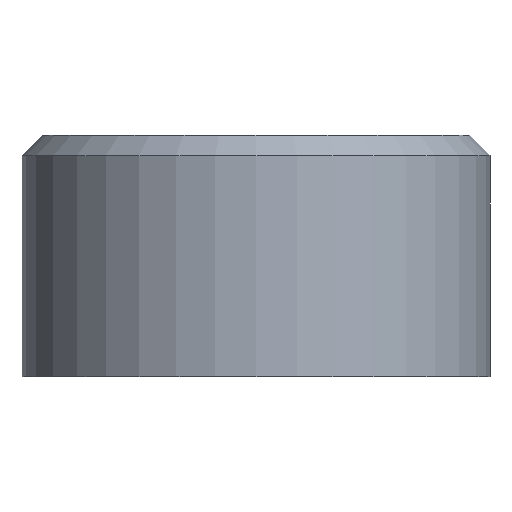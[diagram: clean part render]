
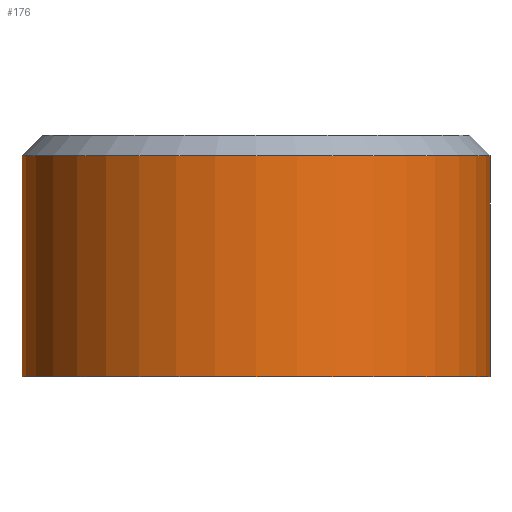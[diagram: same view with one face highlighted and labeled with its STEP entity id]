
A CAD part, front view. The second image highlights one B-rep face of the part: STEP entity #176.
In plain terms, the highlighted cylindrical face has radius 8 mm (diameter 16 mm), a full revolution.
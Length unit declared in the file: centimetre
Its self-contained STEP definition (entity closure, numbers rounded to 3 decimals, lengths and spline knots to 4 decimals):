
#107=CYLINDRICAL_SURFACE('',#190,0.8);
#111=VERTEX_POINT('',#202);
#113=VERTEX_POINT('',#207);
#118=CIRCLE('',#184,0.8);
#120=CIRCLE('',#187,0.8);
#125=EDGE_CURVE('',#111,#111,#118,.T.);
#127=EDGE_CURVE('',#113,#113,#120,.T.);
#139=ORIENTED_EDGE('',*,*,#125,.T.);
#140=ORIENTED_EDGE('',*,*,#127,.F.);
#153=EDGE_LOOP('',(#139));
#154=EDGE_LOOP('',(#140));
#167=FACE_BOUND('',#153,.T.);
#168=FACE_BOUND('',#154,.T.);
#176=ADVANCED_FACE('',(#167,#168),#107,.T.);
#184=AXIS2_PLACEMENT_3D('',#201,#224,#225);
#187=AXIS2_PLACEMENT_3D('',#206,#230,#231);
#190=AXIS2_PLACEMENT_3D('',#211,#235,#236);
#201=CARTESIAN_POINT('',(0.,0.,0.));
#202=CARTESIAN_POINT('',(0.8,0.,0.));
#206=CARTESIAN_POINT('',(0.,0.,0.755));
#207=CARTESIAN_POINT('',(0.8,0.,0.755));
#211=CARTESIAN_POINT('',(0.,0.,0.));
#224=DIRECTION('',(0.,0.,1.));
#225=DIRECTION('',(0.8,0.,0.));
#230=DIRECTION('',(0.,0.,1.));
#231=DIRECTION('',(-0.8,0.,0.));
#235=DIRECTION('',(0.,0.,1.));
#236=DIRECTION('',(0.8,0.,0.));
